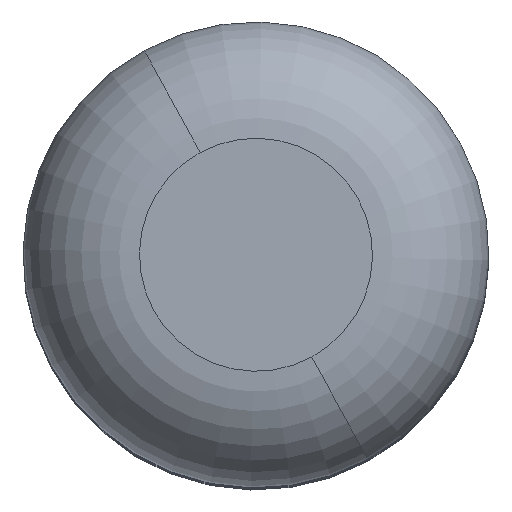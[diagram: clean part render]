
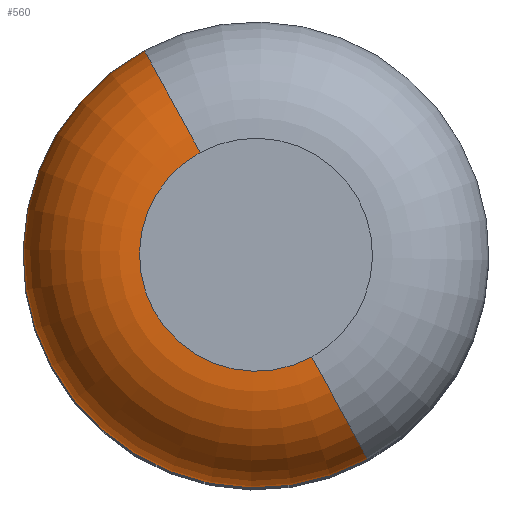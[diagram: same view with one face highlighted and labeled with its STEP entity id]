
A CAD part, top view. The second image highlights one B-rep face of the part: STEP entity #560.
In plain terms, the highlighted toroidal (fillet/blend) face has major radius 4 mm and minor radius 4 mm.
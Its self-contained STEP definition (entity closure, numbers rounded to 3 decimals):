
#484=CARTESIAN_POINT('Vertex',(3.835,-7.021,41.)) ;
#487=CARTESIAN_POINT('Axis2P3D Location',(0.,0.,41.)) ;
#491=CARTESIAN_POINT('Vertex',(-3.835,7.021,41.)) ;
#530=CARTESIAN_POINT('Axis2P3D Location',(0.,0.,41.)) ;
#535=CARTESIAN_POINT('Axis2P3D Location',(1.918,-3.51,41.)) ;
#539=CARTESIAN_POINT('Vertex',(1.918,-3.51,45.)) ;
#542=CARTESIAN_POINT('Axis2P3D Location',(0.,0.,45.)) ;
#546=CARTESIAN_POINT('Vertex',(-1.918,3.51,45.)) ;
#549=CARTESIAN_POINT('Axis2P3D Location',(-1.918,3.51,41.)) ;
#488=DIRECTION('Axis2P3D Direction',(0.,0.,1.)) ;
#531=DIRECTION('Axis2P3D Direction',(0.,0.,1.)) ;
#532=DIRECTION('Axis2P3D XDirection',(0.479,-0.878,0.)) ;
#536=DIRECTION('Axis2P3D Direction',(-0.878,-0.479,0.)) ;
#543=DIRECTION('Axis2P3D Direction',(0.,0.,1.)) ;
#550=DIRECTION('Axis2P3D Direction',(0.878,0.479,-0.)) ;
#489=AXIS2_PLACEMENT_3D('Circle Axis2P3D',#487,#488,$) ;
#533=AXIS2_PLACEMENT_3D('Torus Axis2P3D',#530,#531,#532) ;
#537=AXIS2_PLACEMENT_3D('Circle Axis2P3D',#535,#536,$) ;
#544=AXIS2_PLACEMENT_3D('Circle Axis2P3D',#542,#543,$) ;
#551=AXIS2_PLACEMENT_3D('Circle Axis2P3D',#549,#550,$) ;
#555=ORIENTED_EDGE('',*,*,#541,.T.) ;
#556=ORIENTED_EDGE('',*,*,#548,.F.) ;
#557=ORIENTED_EDGE('',*,*,#553,.F.) ;
#558=ORIENTED_EDGE('',*,*,#493,.T.) ;
#560=ADVANCED_FACE('Corps principal',(#559),#534,.T.) ;
#490=CIRCLE('generated circle',#489,8.) ;
#538=CIRCLE('generated circle',#537,4.) ;
#545=CIRCLE('generated circle',#544,4.) ;
#552=CIRCLE('generated circle',#551,4.) ;
#534=TOROIDAL_SURFACE('homeo Torus',#533,4.,4.) ;
#493=EDGE_CURVE('',#492,#485,#490,.T.) ;
#541=EDGE_CURVE('',#485,#540,#538,.T.) ;
#548=EDGE_CURVE('',#547,#540,#545,.T.) ;
#553=EDGE_CURVE('',#492,#547,#552,.T.) ;
#554=EDGE_LOOP('',(#555,#556,#557,#558)) ;
#559=FACE_OUTER_BOUND('',#554,.T.) ;
#485=VERTEX_POINT('',#484) ;
#492=VERTEX_POINT('',#491) ;
#540=VERTEX_POINT('',#539) ;
#547=VERTEX_POINT('',#546) ;
